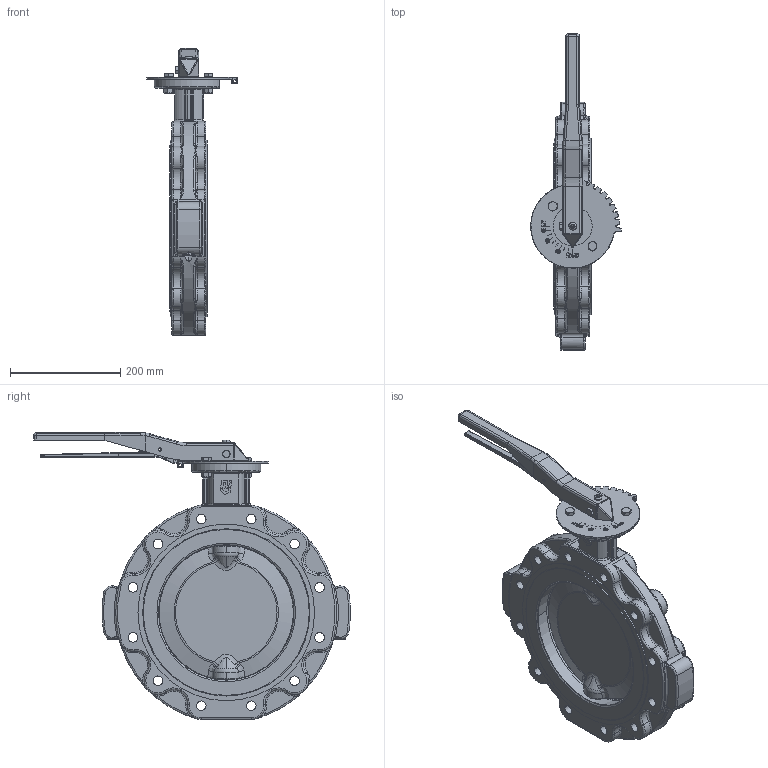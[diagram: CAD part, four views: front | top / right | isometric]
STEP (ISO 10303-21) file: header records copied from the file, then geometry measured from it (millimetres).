
FILE_DESCRIPTION(('HOOPS Exchange Step'),'2;1');
FILE_NAME('AK10_DN250_PN10_Handhebel.stp','2025-10-06T10:06:36+02:00',('nieru'),('Unknown organisation'),'HOOPS Exchange 2024.2','HOOPS Exchange','Unknown authorisation');
FILE_SCHEMA( ('AP203_CONFIGURATION_CONTROLLED_3D_DESIGN_OF_MECHANICAL_PARTS_AND_ASSEMBLIES_MIM_LF') );
Length unit declared in the file: millimetre
Products named in the file (3): 0; root
Assembly tree (2 placements, depth 3):
  root
    0
      0
Bounding box: 163.92 x 573.56 x 520.04 mm (x, y, z)
Volume: 6066716.9 mm3; surface area: 726216.8 mm2
Topology: 2 solids, 2 shells, 1924 faces, 4993 edges, 3051 vertices
Faces by surface type: cylinder 623, plane 459, bspline 355, torus 347, cone 101, sphere 39
Entity records: 122408 total; most frequent: CARTESIAN_POINT 80627, ORIENTED_EDGE 9788, DIRECTION 7044, EDGE_CURVE 4894, VERTEX_POINT 3051, AXIS2_PLACEMENT_3D 2776, EDGE_LOOP 2053, FACE_BOUND 2053
